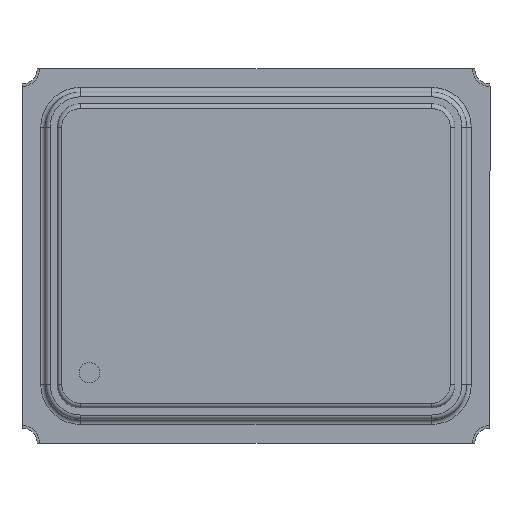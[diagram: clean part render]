
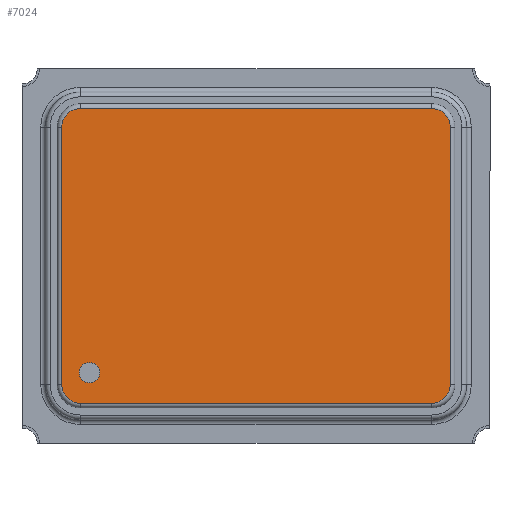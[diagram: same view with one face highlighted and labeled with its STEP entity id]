
A CAD part, top view. The second image highlights one B-rep face of the part: STEP entity #7024.
In plain terms, the highlighted planar face has unit normal (0, 0, 1).
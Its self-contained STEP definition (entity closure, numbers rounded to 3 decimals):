
#62 = CARTESIAN_POINT ( 'NONE',  ( -0.712, -0.499, 0.45 ) ) ;
#129 = ORIENTED_EDGE ( 'NONE', *, *, #5137, .T. ) ;
#261 = DIRECTION ( 'NONE',  ( 0., 0., 1. ) ) ;
#357 = VECTOR ( 'NONE', #5759, 1000. ) ;
#427 = DIRECTION ( 'NONE',  ( 0., 0., 1. ) ) ;
#553 = AXIS2_PLACEMENT_3D ( 'NONE', #62, #1762, #2804 ) ;
#647 = ORIENTED_EDGE ( 'NONE', *, *, #2449, .F. ) ;
#653 = ORIENTED_EDGE ( 'NONE', *, *, #3671, .T. ) ;
#679 = VERTEX_POINT ( 'NONE', #2270 ) ;
#813 = CARTESIAN_POINT ( 'NONE',  ( -0.756, -0.499, 0.45 ) ) ;
#878 = CIRCLE ( 'NONE', #6254, 0.08 ) ;
#1060 = DIRECTION ( 'NONE',  ( 1., 0., 0. ) ) ;
#1147 = VERTEX_POINT ( 'NONE', #1182 ) ;
#1182 = CARTESIAN_POINT ( 'NONE',  ( 0.83, 0.55, 0.45 ) ) ;
#1271 = DIRECTION ( 'NONE',  ( 1., 0., 0. ) ) ;
#1366 = DIRECTION ( 'NONE',  ( 0., 1., 0. ) ) ;
#1369 = CIRCLE ( 'NONE', #4648, 0.08 ) ;
#1525 = CIRCLE ( 'NONE', #2157, 0.08 ) ;
#1762 = DIRECTION ( 'NONE',  ( 0., 0., 1. ) ) ;
#1916 = EDGE_CURVE ( 'NONE', #5053, #4506, #7025, .T. ) ;
#1920 = ORIENTED_EDGE ( 'NONE', *, *, #2022, .T. ) ;
#2022 = EDGE_CURVE ( 'NONE', #4506, #3248, #1525, .T. ) ;
#2157 = AXIS2_PLACEMENT_3D ( 'NONE', #7073, #6511, #5356 ) ;
#2230 = DIRECTION ( 'NONE',  ( 1., 0., 0. ) ) ;
#2270 = CARTESIAN_POINT ( 'NONE',  ( 0.75, 0.63, 0.45 ) ) ;
#2449 = EDGE_CURVE ( 'NONE', #2670, #7076, #7575, .T. ) ;
#2521 = CIRCLE ( 'NONE', #4177, 0.044 ) ;
#2610 = VECTOR ( 'NONE', #2882, 1000. ) ;
#2670 = VERTEX_POINT ( 'NONE', #813 ) ;
#2803 = CARTESIAN_POINT ( 'NONE',  ( 0.75, -0.63, 0.45 ) ) ;
#2804 = DIRECTION ( 'NONE',  ( 1., 0., 0. ) ) ;
#2856 = DIRECTION ( 'NONE',  ( 0., 0., 1. ) ) ;
#2882 = DIRECTION ( 'NONE',  ( 0., -1., 0. ) ) ;
#2925 = VECTOR ( 'NONE', #6091, 1000. ) ;
#2934 = CARTESIAN_POINT ( 'NONE',  ( -0.75, -0.63, 0.45 ) ) ;
#2961 = ORIENTED_EDGE ( 'NONE', *, *, #6922, .F. ) ;
#3149 = AXIS2_PLACEMENT_3D ( 'NONE', #4927, #261, #6148 ) ;
#3248 = VERTEX_POINT ( 'NONE', #3682 ) ;
#3510 = CARTESIAN_POINT ( 'NONE',  ( -0.75, 0.63, 0.45 ) ) ;
#3671 = EDGE_CURVE ( 'NONE', #3679, #6983, #4191, .T. ) ;
#3679 = VERTEX_POINT ( 'NONE', #4036 ) ;
#3682 = CARTESIAN_POINT ( 'NONE',  ( 0.83, -0.55, 0.45 ) ) ;
#3754 = AXIS2_PLACEMENT_3D ( 'NONE', #5262, #2856, #2230 ) ;
#3761 = ORIENTED_EDGE ( 'NONE', *, *, #7412, .T. ) ;
#3803 = PLANE ( 'NONE',  #3149 ) ;
#3852 = ORIENTED_EDGE ( 'NONE', *, *, #1916, .T. ) ;
#3976 = ORIENTED_EDGE ( 'NONE', *, *, #6426, .T. ) ;
#4036 = CARTESIAN_POINT ( 'NONE',  ( -0.83, 0.55, 0.45 ) ) ;
#4071 = EDGE_LOOP ( 'NONE', ( #3852, #1920, #129, #3761, #7392, #5122, #653, #3976 ) ) ;
#4086 = DIRECTION ( 'NONE',  ( 1., 0., 0. ) ) ;
#4170 = CARTESIAN_POINT ( 'NONE',  ( -0.712, -0.499, 0.45 ) ) ;
#4177 = AXIS2_PLACEMENT_3D ( 'NONE', #4170, #4823, #1271 ) ;
#4191 = LINE ( 'NONE', #4647, #2610 ) ;
#4366 = CARTESIAN_POINT ( 'NONE',  ( -0.75, 0.63, 0.45 ) ) ;
#4462 = FACE_OUTER_BOUND ( 'NONE', #4071, .T. ) ;
#4506 = VERTEX_POINT ( 'NONE', #7125 ) ;
#4647 = CARTESIAN_POINT ( 'NONE',  ( -0.83, -0.55, 0.45 ) ) ;
#4648 = AXIS2_PLACEMENT_3D ( 'NONE', #6389, #7586, #4086 ) ;
#4823 = DIRECTION ( 'NONE',  ( 0., 0., 1. ) ) ;
#4927 = CARTESIAN_POINT ( 'NONE',  ( 0., 0., 0.45 ) ) ;
#5053 = VERTEX_POINT ( 'NONE', #2934 ) ;
#5122 = ORIENTED_EDGE ( 'NONE', *, *, #6753, .T. ) ;
#5137 = EDGE_CURVE ( 'NONE', #3248, #1147, #5327, .T. ) ;
#5262 = CARTESIAN_POINT ( 'NONE',  ( 0.75, 0.55, 0.45 ) ) ;
#5327 = LINE ( 'NONE', #6658, #6061 ) ;
#5356 = DIRECTION ( 'NONE',  ( 1., 0., 0. ) ) ;
#5535 = VERTEX_POINT ( 'NONE', #3510 ) ;
#5759 = DIRECTION ( 'NONE',  ( 1., 0., 0. ) ) ;
#5807 = EDGE_CURVE ( 'NONE', #679, #5535, #7034, .T. ) ;
#6031 = CARTESIAN_POINT ( 'NONE',  ( -0.668, -0.499, 0.45 ) ) ;
#6061 = VECTOR ( 'NONE', #1366, 1000. ) ;
#6091 = DIRECTION ( 'NONE',  ( -1., 0., 0. ) ) ;
#6148 = DIRECTION ( 'NONE',  ( 1., 0., 0. ) ) ;
#6218 = EDGE_LOOP ( 'NONE', ( #2961, #647 ) ) ;
#6254 = AXIS2_PLACEMENT_3D ( 'NONE', #7496, #427, #1060 ) ;
#6389 = CARTESIAN_POINT ( 'NONE',  ( -0.75, -0.55, 0.45 ) ) ;
#6426 = EDGE_CURVE ( 'NONE', #6983, #5053, #1369, .T. ) ;
#6511 = DIRECTION ( 'NONE',  ( 0., 0., 1. ) ) ;
#6576 = CARTESIAN_POINT ( 'NONE',  ( -0.83, -0.55, 0.45 ) ) ;
#6642 = FACE_BOUND ( 'NONE', #6218, .T. ) ;
#6658 = CARTESIAN_POINT ( 'NONE',  ( 0.83, 0.55, 0.45 ) ) ;
#6753 = EDGE_CURVE ( 'NONE', #5535, #3679, #878, .T. ) ;
#6922 = EDGE_CURVE ( 'NONE', #7076, #2670, #2521, .T. ) ;
#6983 = VERTEX_POINT ( 'NONE', #6576 ) ;
#7024 = ADVANCED_FACE ( 'NONE', ( #6642, #4462 ), #3803, .T. ) ;
#7025 = LINE ( 'NONE', #2803, #357 ) ;
#7034 = LINE ( 'NONE', #4366, #2925 ) ;
#7073 = CARTESIAN_POINT ( 'NONE',  ( 0.75, -0.55, 0.45 ) ) ;
#7076 = VERTEX_POINT ( 'NONE', #6031 ) ;
#7125 = CARTESIAN_POINT ( 'NONE',  ( 0.75, -0.63, 0.45 ) ) ;
#7363 = CIRCLE ( 'NONE', #3754, 0.08 ) ;
#7392 = ORIENTED_EDGE ( 'NONE', *, *, #5807, .T. ) ;
#7412 = EDGE_CURVE ( 'NONE', #1147, #679, #7363, .T. ) ;
#7496 = CARTESIAN_POINT ( 'NONE',  ( -0.75, 0.55, 0.45 ) ) ;
#7575 = CIRCLE ( 'NONE', #553, 0.044 ) ;
#7586 = DIRECTION ( 'NONE',  ( 0., 0., 1. ) ) ;
